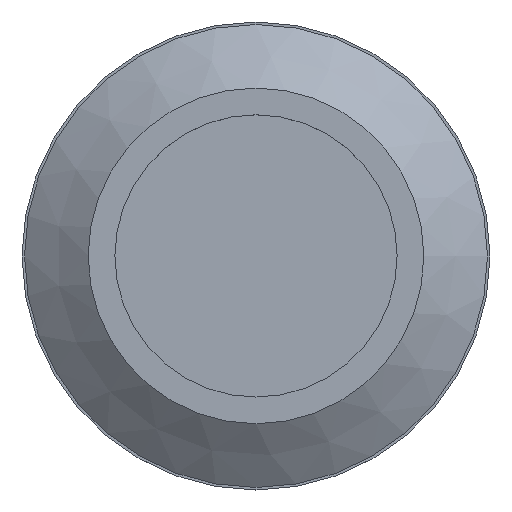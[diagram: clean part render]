
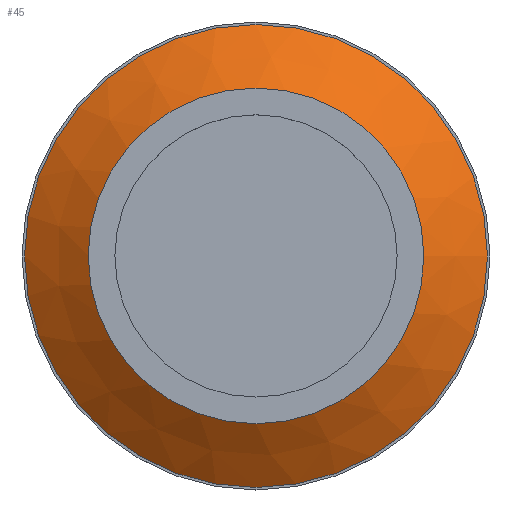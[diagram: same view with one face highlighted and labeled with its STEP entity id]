
A CAD part, top view. The second image highlights one B-rep face of the part: STEP entity #45.
In plain terms, the highlighted conical face has half-angle 55 degrees and reference radius 15.579 mm.
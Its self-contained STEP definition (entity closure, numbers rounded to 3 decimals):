
#45 = ADVANCED_FACE( '', ( #96, #97 ), #98, .T. );
#96 = FACE_BOUND( '', #161, .T. );
#97 = FACE_OUTER_BOUND( '', #162, .T. );
#98 = CONICAL_SURFACE( '', #163, 15.579, 0.96 );
#161 = EDGE_LOOP( '', ( #226 ) );
#162 = EDGE_LOOP( '', ( #227 ) );
#163 = AXIS2_PLACEMENT_3D( '', #228, #229, #230 );
#226 = ORIENTED_EDGE( '', *, *, #305, .F. );
#227 = ORIENTED_EDGE( '', *, *, #306, .T. );
#228 = CARTESIAN_POINT( '', ( 0., 0., 6.8 ) );
#229 = DIRECTION( '', ( 0., 0., -1. ) );
#230 = DIRECTION( '', ( -1., 0., 0. ) );
#305 = EDGE_CURVE( '', #338, #338, #339, .T. );
#306 = EDGE_CURVE( '', #340, #340, #341, .T. );
#338 = VERTEX_POINT( '', #381 );
#339 = CIRCLE( '', #382, 11.294 );
#340 = VERTEX_POINT( '', #383 );
#341 = CIRCLE( '', #384, 15.579 );
#381 = CARTESIAN_POINT( '', ( 11.294, 0., 9.8 ) );
#382 = AXIS2_PLACEMENT_3D( '', #424, #425, #426 );
#383 = CARTESIAN_POINT( '', ( 15.579, 0., 6.8 ) );
#384 = AXIS2_PLACEMENT_3D( '', #427, #428, #429 );
#424 = CARTESIAN_POINT( '', ( 0., 0., 9.8 ) );
#425 = DIRECTION( '', ( 0., 0., 1. ) );
#426 = DIRECTION( '', ( 1., 0., 0. ) );
#427 = CARTESIAN_POINT( '', ( 0., 0., 6.8 ) );
#428 = DIRECTION( '', ( 0., 0., 1. ) );
#429 = DIRECTION( '', ( 1., 0., 0. ) );
